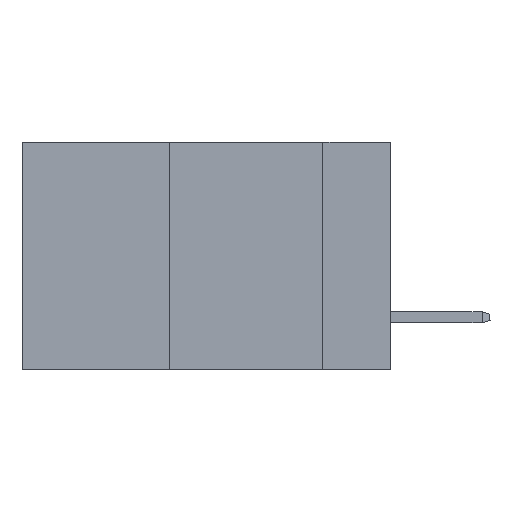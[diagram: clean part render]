
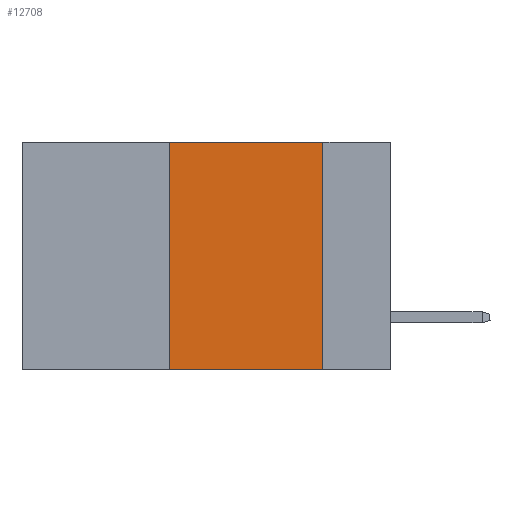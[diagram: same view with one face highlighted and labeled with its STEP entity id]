
A CAD part, left-side view. The second image highlights one B-rep face of the part: STEP entity #12708.
In plain terms, the highlighted planar face has unit normal (-1, 0, 0).
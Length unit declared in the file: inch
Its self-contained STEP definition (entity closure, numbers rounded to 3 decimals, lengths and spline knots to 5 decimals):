
#995 = DIRECTION ( 'NONE',  ( 0., -1., 0. ) ) ;
#1910 = DIRECTION ( 'NONE',  ( 0., 0., -1. ) ) ;
#3870 = LINE ( 'NONE', #35388, #28926 ) ;
#6703 = EDGE_CURVE ( 'NONE', #16577, #29714, #17640, .T. ) ;
#7017 = CARTESIAN_POINT ( 'NONE',  ( 0., 0.11, -0.37 ) ) ;
#8109 = VERTEX_POINT ( 'NONE', #34876 ) ;
#8152 = CARTESIAN_POINT ( 'NONE',  ( 0., 0.6, -0.37 ) ) ;
#12708 = ADVANCED_FACE ( 'NONE', ( #16378 ), #21410, .F. ) ;
#12881 = AXIS2_PLACEMENT_3D ( 'NONE', #28708, #38526, #42408 ) ;
#16026 = CARTESIAN_POINT ( 'NONE',  ( 0., 0.11, 0. ) ) ;
#16321 = EDGE_CURVE ( 'NONE', #8109, #29714, #37914, .T. ) ;
#16378 = FACE_OUTER_BOUND ( 'NONE', #24232, .T. ) ;
#16577 = VERTEX_POINT ( 'NONE', #22889 ) ;
#17640 = LINE ( 'NONE', #16026, #30456 ) ;
#19280 = ORIENTED_EDGE ( 'NONE', *, *, #21301, .F. ) ;
#20266 = ORIENTED_EDGE ( 'NONE', *, *, #16321, .T. ) ;
#21301 = EDGE_CURVE ( 'NONE', #8109, #26662, #38157, .T. ) ;
#21410 = PLANE ( 'NONE',  #12881 ) ;
#21810 = CARTESIAN_POINT ( 'NONE',  ( 0., 0.36, 0. ) ) ;
#21965 = DIRECTION ( 'NONE',  ( 0., 0., 1. ) ) ;
#22889 = CARTESIAN_POINT ( 'NONE',  ( 0., 0.11, 0. ) ) ;
#22932 = ORIENTED_EDGE ( 'NONE', *, *, #36427, .F. ) ;
#24232 = EDGE_LOOP ( 'NONE', ( #29356, #22932, #19280, #20266 ) ) ;
#26662 = VERTEX_POINT ( 'NONE', #32675 ) ;
#28708 = CARTESIAN_POINT ( 'NONE',  ( 0., 0.6, 0. ) ) ;
#28926 = VECTOR ( 'NONE', #41801, 39.37008 ) ;
#29356 = ORIENTED_EDGE ( 'NONE', *, *, #6703, .F. ) ;
#29612 = VECTOR ( 'NONE', #21965, 39.37008 ) ;
#29714 = VERTEX_POINT ( 'NONE', #7017 ) ;
#30456 = VECTOR ( 'NONE', #1910, 39.37008 ) ;
#32675 = CARTESIAN_POINT ( 'NONE',  ( 0., 0.36, 0. ) ) ;
#34876 = CARTESIAN_POINT ( 'NONE',  ( 0., 0.36, -0.37 ) ) ;
#35388 = CARTESIAN_POINT ( 'NONE',  ( 0., 0.6, 0. ) ) ;
#36427 = EDGE_CURVE ( 'NONE', #26662, #16577, #3870, .T. ) ;
#37914 = LINE ( 'NONE', #8152, #41688 ) ;
#38157 = LINE ( 'NONE', #21810, #29612 ) ;
#38526 = DIRECTION ( 'NONE',  ( 1., 0., 0. ) ) ;
#41688 = VECTOR ( 'NONE', #995, 39.37008 ) ;
#41801 = DIRECTION ( 'NONE',  ( 0., -1., 0. ) ) ;
#42408 = DIRECTION ( 'NONE',  ( 0., 0., -1. ) ) ;
